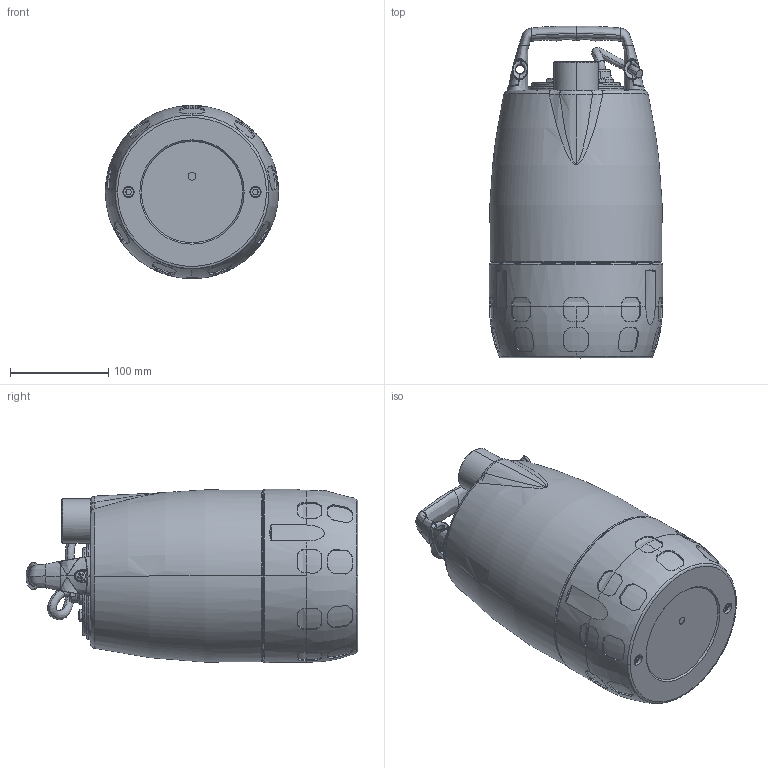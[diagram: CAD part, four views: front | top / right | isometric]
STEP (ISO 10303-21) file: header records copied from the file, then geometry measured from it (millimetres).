
FILE_DESCRIPTION (( 'STEP AP214' ), '1' );
FILE_NAME ('4_93_411_02_REV00.step', '2023-01-20T16:11:08', ( '' ), ( '' ), 'SwSTEP 2.0', 'SolidWorks 2020', '' );
FILE_SCHEMA (( 'AUTOMOTIVE_DESIGN' ));
Length unit declared in the file: millimetre
Products named in the file (4): Copia di Copia di 182167^4_93_411_02_REV00; Copia di Copia di Copia di Filtro^4_93_411_02_REV00; Copia di 156445^4_93_411_02_REV00; 4_93_411_02_REV00
Assembly tree (3 placements, depth 2):
  4_93_411_02_REV00
    Copia di 156445^4_93_411_02_REV00
    Copia di Copia di 182167^4_93_411_02_REV00
    Copia di Copia di Copia di Filtro^4_93_411_02_REV00
Bounding box: 176 x 337.4 x 176 mm (x, y, z)
Volume: 6516778.7 mm3; surface area: 303407.8 mm2
Topology: 12 solids, 12 shells, 1442 faces, 3614 edges, 2220 vertices
Faces by surface type: bspline 491, plane 433, cylinder 405, cone 54, torus 43, sphere 16
Entity records: 170269 total; most frequent: CARTESIAN_POINT 141183, ORIENTED_EDGE 7208, DIRECTION 3882, EDGE_CURVE 3604, VERTEX_POINT 2220, B_SPLINE_CURVE_WITH_KNOTS 2018, EDGE_LOOP 1486, FACE_OUTER_BOUND 1442
